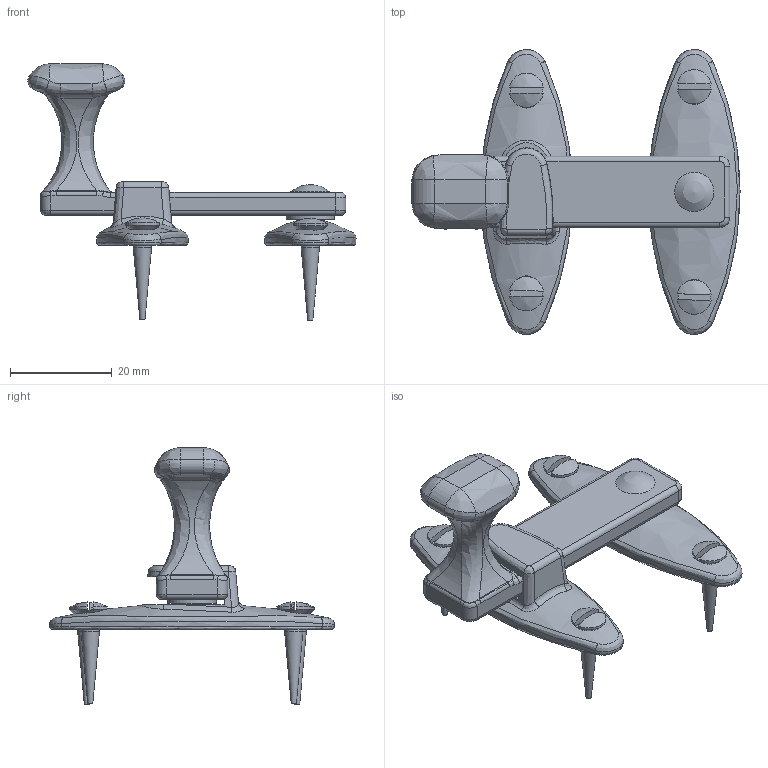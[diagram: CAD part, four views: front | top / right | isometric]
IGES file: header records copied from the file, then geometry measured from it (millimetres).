
Global section: file name: P4331; native system: Autodesk Inventor 2018; preprocessor: unknown; author: mblakey; date: 20180911.120158; units: millimetre
Bounding box: 64.5 x 56 x 50.42 mm (x, y, z)
Volume: 12567.7 mm3; surface area: 8968.4 mm2
Topology: 10 solids, 10 shells, 223 faces, 525 edges, 320 vertices
Faces by surface type: bspline 223
